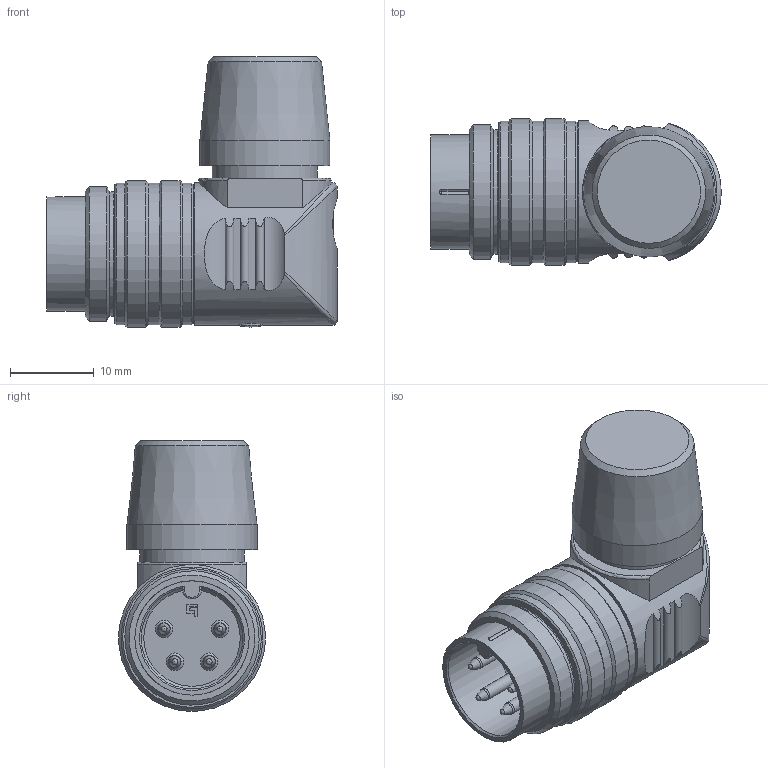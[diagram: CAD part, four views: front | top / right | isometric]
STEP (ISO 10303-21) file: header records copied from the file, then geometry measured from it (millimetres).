
FILE_DESCRIPTION(/* description */ (''),/* implementation_level */ '2;1');
FILE_NAME(/* name */ '09-0137-72-04_bg.stp',/* time_stamp */ '2009-07-13T14:59:52+02:00',/* author */ (''),/* organization */ (''),/* preprocessor_version */ 'ST-DEVELOPER v11',/* originating_system */ 'UGS - NX 5.0',/* authorisation */ '');
FILE_SCHEMA (('CONFIG_CONTROL_DESIGN'));
Length unit declared in the file: millimetre
Products named in the file (1): kbor0E44pq4e
Bounding box: 34.55 x 17.48 x 32.24 mm (x, y, z)
Volume: 8695.7 mm3; surface area: 3603.1 mm2
Topology: 1 solids, 1 shells, 142 faces, 343 edges, 216 vertices
Faces by surface type: plane 58, cylinder 41, cone 22, bspline 10, sphere 6, torus 5
Full cylindrical faces by diameter (mm): 1.49 x4, 4 x1, 6 x1, 12.5 x1, 13.6 x1, 14.8 x1, 15.5 x1, 16 x1, 16.9 x3, 17 x1, 17.5 x2
Entity records: 4455 total; most frequent: CARTESIAN_POINT 1445, DIRECTION 580, ORIENTED_EDGE 548, EDGE_CURVE 274, AXIS2_PLACEMENT_3D 223, EDGE_LOOP 207, VERTEX_POINT 199, ADVANCED_FACE 142
